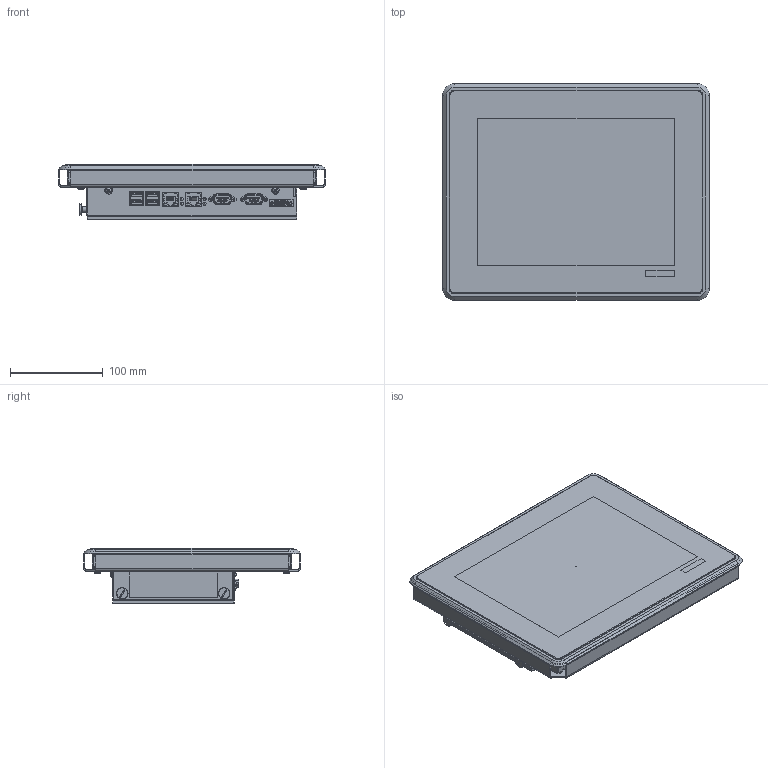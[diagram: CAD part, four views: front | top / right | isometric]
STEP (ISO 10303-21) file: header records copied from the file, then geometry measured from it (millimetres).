
FILE_DESCRIPTION((''),'2;1');
FILE_NAME('PROTOUCH 8 - 10.4'''' Einbau.stp','2015-12-02T14:58:49',('PC107_User'),(''),'Autodesk Inventor 2013','Autodesk Inventor 2013','');
FILE_SCHEMA(('AUTOMOTIVE_DESIGN { 1 0 10303 214 1 1 1 1 }'));
Length unit declared in the file: millimetre
Products named in the file (3): PROTOUCH 8 - 10.4'' Einbau; TFT-HB104PU8H19-A102E; MEC-FG1219-3
Assembly tree (2 placements, depth 2):
  PROTOUCH 8 - 10.4'' Einbau
    TFT-HB104PU8H19-A102E
    MEC-FG1219-3
Bounding box: 288 x 234 x 59.51 mm (x, y, z)
Volume: 479404.1 mm3; surface area: 470213.4 mm2
Topology: 8 solids, 48 shells, 6617 faces, 18168 edges, 11748 vertices
Faces by surface type: plane 4722, cylinder 1347, cone 310, sphere 94, bspline 88, torus 56
Full cylindrical faces by diameter (mm): 0.1 x1, 1.02 x8, 1.05 x18, 1.8 x1, 2.156 x4, 2.283 x2, 2.459 x6, 2.5 x2, 2.7 x2, 2.845 x4, 3 x46, 3.2 x14, 3.242 x4, 3.3 x4, 3.4 x6, 3.5 x2, 3.7 x4, 3.8 x10, 4 x8, 4.2 x6, 4.995 x6, 5 x8, 5.39 x6, 5.4 x6, 5.5 x6, 6 x2, 6.3 x6, 8 x4, 10 x4, 12.35 x2
Entity records: 223358 total; most frequent: CARTESIAN_POINT 50994, ORIENTED_EDGE 35302, DIRECTION 33364, EDGE_CURVE 17651, VECTOR 13234, LINE 13234, VERTEX_POINT 11603, AXIS2_PLACEMENT_3D 10065
